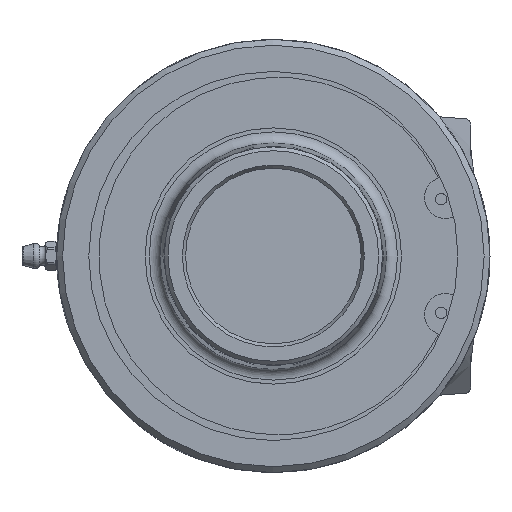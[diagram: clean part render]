
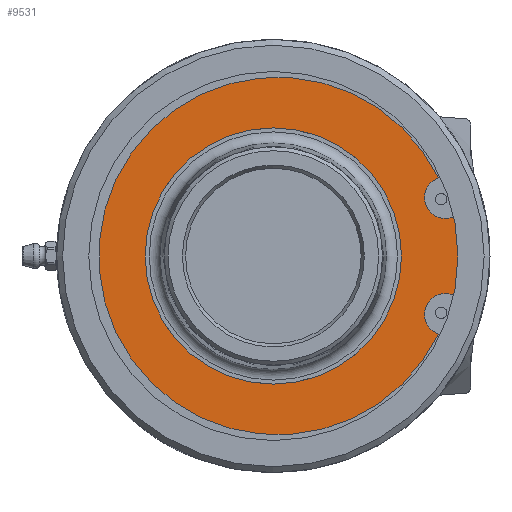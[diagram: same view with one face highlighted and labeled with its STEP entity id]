
A CAD part, left-side view. The second image highlights one B-rep face of the part: STEP entity #9531.
In plain terms, the highlighted planar face has unit normal (-1, 0, 0).
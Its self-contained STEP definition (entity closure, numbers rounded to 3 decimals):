
#403=PLANE('',#10239);
#569=FACE_BOUND('',#1764,.T.);
#1180=FACE_OUTER_BOUND('',#1763,.T.);
#1763=EDGE_LOOP('',(#6731,#6732,#6733,#6734,#6735,#6736));
#1764=EDGE_LOOP('',(#6737,#6738));
#2424=CIRCLE('',#10238,53.8);
#2425=CIRCLE('',#10240,5.682);
#2426=CIRCLE('',#10241,48.478);
#2427=CIRCLE('',#10242,5.682);
#2428=CIRCLE('',#10243,34.75);
#2429=CIRCLE('',#10244,34.75);
#2741=LINE('',#19021,#3232);
#2742=LINE('',#19023,#3233);
#3232=VECTOR('',#11193,10.);
#3233=VECTOR('',#11194,10.);
#4051=VERTEX_POINT('',#19009);
#4055=VERTEX_POINT('',#19016);
#4056=VERTEX_POINT('',#19020);
#4057=VERTEX_POINT('',#19022);
#4058=VERTEX_POINT('',#19024);
#4059=VERTEX_POINT('',#19026);
#4060=VERTEX_POINT('',#19029);
#4061=VERTEX_POINT('',#19030);
#5107=EDGE_CURVE('',#4051,#4055,#2424,.T.);
#5108=EDGE_CURVE('',#4056,#4051,#2741,.T.);
#5109=EDGE_CURVE('',#4055,#4057,#2742,.T.);
#5110=EDGE_CURVE('',#4057,#4058,#2425,.T.);
#5111=EDGE_CURVE('',#4058,#4059,#2426,.T.);
#5112=EDGE_CURVE('',#4059,#4056,#2427,.T.);
#5113=EDGE_CURVE('',#4060,#4061,#2428,.T.);
#5114=EDGE_CURVE('',#4061,#4060,#2429,.T.);
#6731=ORIENTED_EDGE('',*,*,#5108,.T.);
#6732=ORIENTED_EDGE('',*,*,#5107,.T.);
#6733=ORIENTED_EDGE('',*,*,#5109,.T.);
#6734=ORIENTED_EDGE('',*,*,#5110,.T.);
#6735=ORIENTED_EDGE('',*,*,#5111,.T.);
#6736=ORIENTED_EDGE('',*,*,#5112,.T.);
#6737=ORIENTED_EDGE('',*,*,#5113,.T.);
#6738=ORIENTED_EDGE('',*,*,#5114,.T.);
#9531=ADVANCED_FACE('',(#1180,#569),#403,.F.);
#10238=AXIS2_PLACEMENT_3D('',#19018,#11189,#11190);
#10239=AXIS2_PLACEMENT_3D('',#19019,#11191,#11192);
#10240=AXIS2_PLACEMENT_3D('',#19025,#11195,#11196);
#10241=AXIS2_PLACEMENT_3D('',#19027,#11197,#11198);
#10242=AXIS2_PLACEMENT_3D('',#19028,#11199,#11200);
#10243=AXIS2_PLACEMENT_3D('',#19031,#11201,#11202);
#10244=AXIS2_PLACEMENT_3D('',#19032,#11203,#11204);
#11189=DIRECTION('center_axis',(-1.,0.,0.));
#11190=DIRECTION('ref_axis',(0.,1.,0.));
#11191=DIRECTION('center_axis',(1.,0.,0.));
#11192=DIRECTION('ref_axis',(0.,0.,-1.));
#11193=DIRECTION('',(0.,-0.96,-0.281));
#11194=DIRECTION('',(0.,0.96,-0.281));
#11195=DIRECTION('center_axis',(1.,0.,0.));
#11196=DIRECTION('ref_axis',(0.,0.335,0.942));
#11197=DIRECTION('center_axis',(-1.,0.,0.));
#11198=DIRECTION('ref_axis',(0.,1.,0.));
#11199=DIRECTION('center_axis',(1.,0.,0.));
#11200=DIRECTION('ref_axis',(0.,-0.335,0.942));
#11201=DIRECTION('center_axis',(1.,0.,0.));
#11202=DIRECTION('ref_axis',(0.,-1.,0.));
#11203=DIRECTION('center_axis',(1.,0.,0.));
#11204=DIRECTION('ref_axis',(0.,-1.,0.));
#19009=CARTESIAN_POINT('',(10.375,-52.522,-11.656));
#19016=CARTESIAN_POINT('',(10.375,-52.522,11.656));
#19018=CARTESIAN_POINT('Origin',(10.375,0.,0.));
#19019=CARTESIAN_POINT('Origin',(10.375,26.9,0.));
#19020=CARTESIAN_POINT('',(10.375,-48.558,-10.495));
#19021=CARTESIAN_POINT('',(10.375,-14.375,-0.486));
#19022=CARTESIAN_POINT('',(10.375,-48.558,10.495));
#19023=CARTESIAN_POINT('',(10.375,-12.393,-0.094));
#19024=CARTESIAN_POINT('',(10.375,-44.751,21.202));
#19025=CARTESIAN_POINT('Origin',(10.375,-46.655,15.848));
#19026=CARTESIAN_POINT('',(10.375,-44.751,-21.202));
#19027=CARTESIAN_POINT('Origin',(10.375,-1.155,0.));
#19028=CARTESIAN_POINT('Origin',(10.375,-46.655,-15.848));
#19029=CARTESIAN_POINT('',(10.375,-34.75,0.));
#19030=CARTESIAN_POINT('',(10.375,34.75,0.));
#19031=CARTESIAN_POINT('Origin',(10.375,0.,0.));
#19032=CARTESIAN_POINT('Origin',(10.375,0.,0.));
